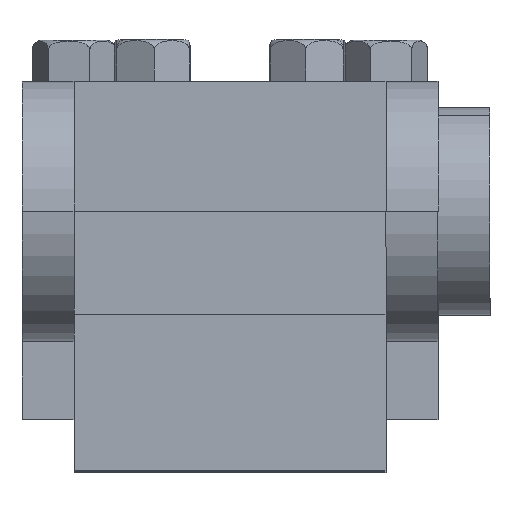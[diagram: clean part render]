
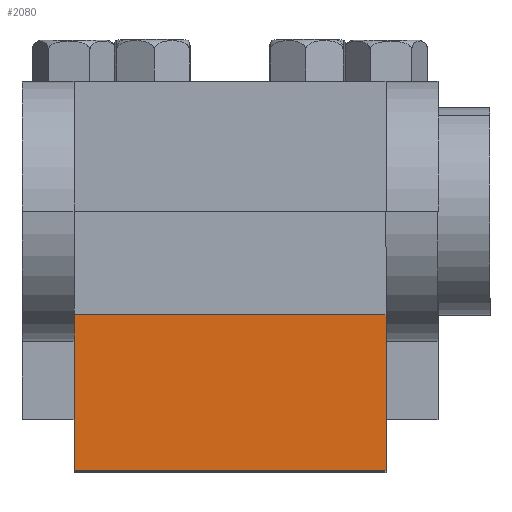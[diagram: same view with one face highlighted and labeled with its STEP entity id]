
A CAD part, top view. The second image highlights one B-rep face of the part: STEP entity #2080.
In plain terms, the highlighted face is planar.
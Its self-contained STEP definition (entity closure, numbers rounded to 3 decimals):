
#42 = LINE ( 'NONE', #875, #58 ) ;
#58 = VECTOR ( 'NONE', #2978, 1000. ) ;
#62 = CARTESIAN_POINT ( 'NONE',  ( -45., 10., -15. ) ) ;
#386 = CARTESIAN_POINT ( 'NONE',  ( -45., 10., -30. ) ) ;
#531 = VERTEX_POINT ( 'NONE', #1771 ) ;
#557 = CARTESIAN_POINT ( 'NONE',  ( -45., 25., -15. ) ) ;
#561 = DIRECTION ( 'NONE',  ( 1., 0., 0. ) ) ;
#875 = CARTESIAN_POINT ( 'NONE',  ( -45., 10., 0. ) ) ;
#928 = DIRECTION ( 'NONE',  ( 0., 0., 1. ) ) ;
#948 = CARTESIAN_POINT ( 'NONE',  ( -45., 25., -30. ) ) ;
#1040 = PLANE ( 'NONE',  #1423 ) ;
#1423 = AXIS2_PLACEMENT_3D ( 'NONE', #2703, #561, #2496 ) ;
#1505 = DIRECTION ( 'NONE',  ( 0., 1., 0. ) ) ;
#1545 = EDGE_CURVE ( 'NONE', #2235, #531, #3520, .T. ) ;
#1601 = VECTOR ( 'NONE', #928, 1000. ) ;
#1771 = CARTESIAN_POINT ( 'NONE',  ( -45., 25., 0. ) ) ;
#1781 = EDGE_LOOP ( 'NONE', ( #3131, #2254, #2399, #2328 ) ) ;
#1945 = CARTESIAN_POINT ( 'NONE',  ( -45., 10., -30. ) ) ;
#1946 = EDGE_CURVE ( 'NONE', #2981, #531, #42, .T. ) ;
#1962 = LINE ( 'NONE', #62, #1601 ) ;
#2080 = ADVANCED_FACE ( 'NONE', ( #2389 ), #1040, .F. ) ;
#2110 = VECTOR ( 'NONE', #1505, 1000. ) ;
#2218 = CARTESIAN_POINT ( 'NONE',  ( -45., 10., 0. ) ) ;
#2235 = VERTEX_POINT ( 'NONE', #948 ) ;
#2254 = ORIENTED_EDGE ( 'NONE', *, *, #1545, .F. ) ;
#2263 = EDGE_CURVE ( 'NONE', #3499, #2235, #2821, .T. ) ;
#2328 = ORIENTED_EDGE ( 'NONE', *, *, #2687, .T. ) ;
#2389 = FACE_OUTER_BOUND ( 'NONE', #1781, .T. ) ;
#2399 = ORIENTED_EDGE ( 'NONE', *, *, #2263, .F. ) ;
#2496 = DIRECTION ( 'NONE',  ( 0., 0., -1. ) ) ;
#2557 = VECTOR ( 'NONE', #3233, 1000. ) ;
#2687 = EDGE_CURVE ( 'NONE', #3499, #2981, #1962, .T. ) ;
#2703 = CARTESIAN_POINT ( 'NONE',  ( -45., 10., -15. ) ) ;
#2821 = LINE ( 'NONE', #386, #2110 ) ;
#2978 = DIRECTION ( 'NONE',  ( 0., 1., 0. ) ) ;
#2981 = VERTEX_POINT ( 'NONE', #2218 ) ;
#3131 = ORIENTED_EDGE ( 'NONE', *, *, #1946, .T. ) ;
#3233 = DIRECTION ( 'NONE',  ( 0., 0., 1. ) ) ;
#3499 = VERTEX_POINT ( 'NONE', #1945 ) ;
#3520 = LINE ( 'NONE', #557, #2557 ) ;
